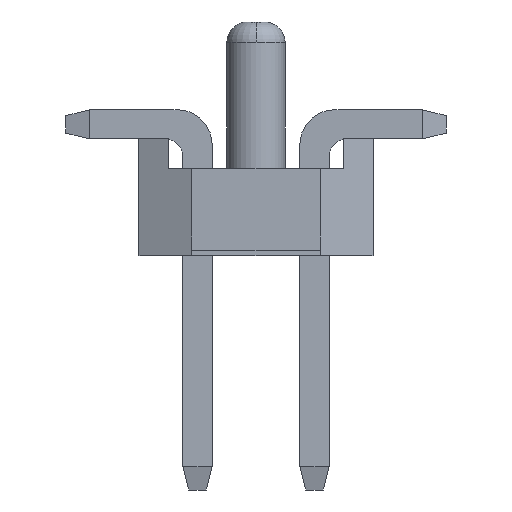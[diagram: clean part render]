
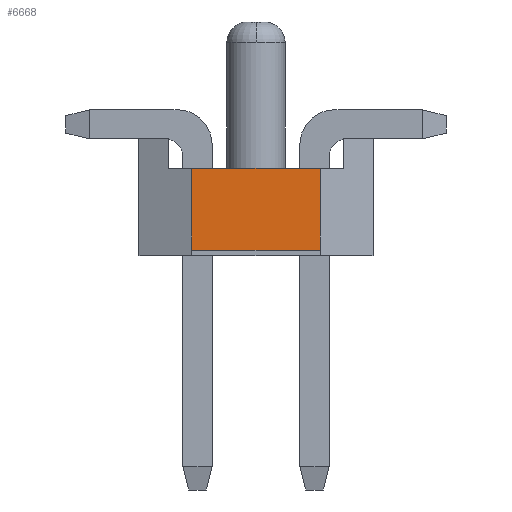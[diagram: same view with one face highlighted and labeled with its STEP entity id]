
A CAD part, front view. The second image highlights one B-rep face of the part: STEP entity #6668.
In plain terms, the highlighted planar face has unit normal (0, -1, 0).
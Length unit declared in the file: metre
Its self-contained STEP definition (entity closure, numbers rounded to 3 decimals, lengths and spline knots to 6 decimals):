
#1933=ORIENTED_EDGE('',*,*,#2840,.T.);
#1934=ORIENTED_EDGE('',*,*,#2838,.T.);
#1935=ORIENTED_EDGE('',*,*,#2657,.F.);
#1936=ORIENTED_EDGE('',*,*,#2842,.F.);
#2657=EDGE_CURVE('',#3318,#3319,#4107,.T.);
#2838=EDGE_CURVE('',#3403,#3319,#4288,.T.);
#2840=EDGE_CURVE('',#3404,#3403,#4290,.T.);
#2842=EDGE_CURVE('',#3404,#3318,#4292,.T.);
#3318=VERTEX_POINT('',#10219);
#3319=VERTEX_POINT('',#10220);
#3403=VERTEX_POINT('',#10572);
#3404=VERTEX_POINT('',#10576);
#4107=LINE('',#10218,#4995);
#4288=LINE('',#10571,#5176);
#4290=LINE('',#10575,#5178);
#4292=LINE('',#10579,#5180);
#4995=VECTOR('',#8354,1.);
#5176=VECTOR('',#8709,1.);
#5178=VECTOR('',#8713,1.);
#5180=VECTOR('',#8717,1.);
#5576=EDGE_LOOP('',(#1933,#1934,#1935,#1936));
#5972=FACE_BOUND('',#5576,.T.);
#6316=PLANE('',#7066);
#6668=ADVANCED_FACE('',(#5972),#6316,.F.);
#7066=AXIS2_PLACEMENT_3D('',#10580,#8718,#8719);
#8354=DIRECTION('',(0.,0.,1.));
#8709=DIRECTION('',(-1.,0.,0.));
#8713=DIRECTION('',(0.,0.,1.));
#8717=DIRECTION('',(-1.,0.,0.));
#8718=DIRECTION('',(0.,1.,0.));
#8719=DIRECTION('',(1.,0.,0.));
#10218=CARTESIAN_POINT('',(-0.0011,-0.001,-0.0019));
#10219=CARTESIAN_POINT('',(-0.0011,-0.001,-0.0019));
#10220=CARTESIAN_POINT('',(-0.0011,-0.001,-0.0005));
#10571=CARTESIAN_POINT('',(0.0011,-0.001,-0.0005));
#10572=CARTESIAN_POINT('',(0.0011,-0.001,-0.0005));
#10575=CARTESIAN_POINT('',(0.0011,-0.001,-0.0019));
#10576=CARTESIAN_POINT('',(0.0011,-0.001,-0.0019));
#10579=CARTESIAN_POINT('',(0.0011,-0.001,-0.0019));
#10580=CARTESIAN_POINT('',(0.,-0.001,0.));
